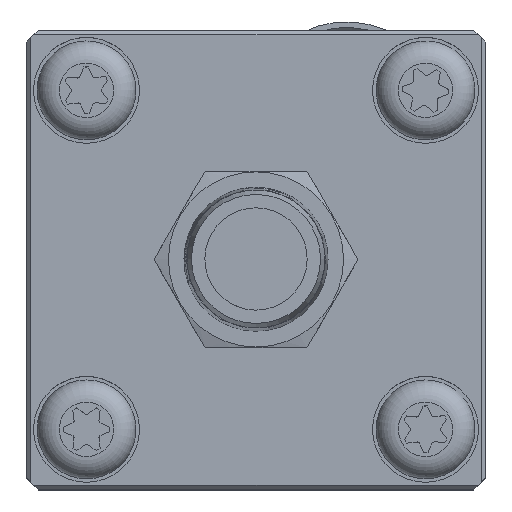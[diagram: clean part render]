
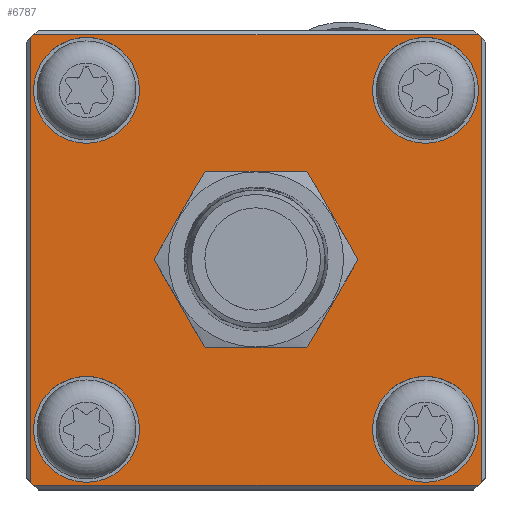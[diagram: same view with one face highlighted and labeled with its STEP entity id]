
A CAD part, top view. The second image highlights one B-rep face of the part: STEP entity #6787.
In plain terms, the highlighted planar face has unit normal (0, 0, 1).
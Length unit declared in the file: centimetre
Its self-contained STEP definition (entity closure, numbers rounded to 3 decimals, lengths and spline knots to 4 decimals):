
#449=LINE('',#18313,#919);
#452=LINE('',#18319,#922);
#453=LINE('',#18321,#923);
#454=LINE('',#18323,#924);
#455=LINE('',#18326,#925);
#456=LINE('',#18328,#926);
#457=LINE('',#18330,#927);
#458=LINE('',#18332,#928);
#459=LINE('',#18334,#929);
#460=LINE('',#18335,#930);
#919=VECTOR('',#8915,3.9946);
#922=VECTOR('',#8924,3.9946);
#923=VECTOR('',#8927,3.9946);
#924=VECTOR('',#8930,3.9946);
#925=VECTOR('',#8931,0.8249);
#926=VECTOR('',#8932,0.8249);
#927=VECTOR('',#8933,0.8249);
#928=VECTOR('',#8934,0.8249);
#929=VECTOR('',#8935,0.8249);
#930=VECTOR('',#8936,0.8249);
#1374=PLANE('',#7407);
#1523=FACE_BOUND('',#2311,.T.);
#1524=FACE_BOUND('',#2312,.T.);
#1525=FACE_BOUND('',#2313,.T.);
#1526=FACE_BOUND('',#2314,.T.);
#1527=FACE_BOUND('',#2315,.T.);
#1839=FACE_OUTER_BOUND('',#2310,.T.);
#2310=EDGE_LOOP('',(#5618,#5619,#5620,#5621,#5622,#5623,#5624,#5625));
#2311=EDGE_LOOP('',(#5626,#5627,#5628,#5629,#5630,#5631));
#2312=EDGE_LOOP('',(#5632));
#2313=EDGE_LOOP('',(#5633));
#2314=EDGE_LOOP('',(#5634));
#2315=EDGE_LOOP('',(#5635));
#2594=CIRCLE('',#7319,2.8448);
#2595=CIRCLE('',#7331,2.8448);
#2602=CIRCLE('',#7347,2.8448);
#2603=CIRCLE('',#7356,2.8448);
#2604=CIRCLE('',#7382,0.4763);
#2606=CIRCLE('',#7386,0.4763);
#2609=CIRCLE('',#7391,0.4763);
#2611=CIRCLE('',#7395,0.4763);
#3085=VERTEX_POINT('',#18087);
#3086=VERTEX_POINT('',#18089);
#3096=VERTEX_POINT('',#18117);
#3097=VERTEX_POINT('',#18119);
#3124=VERTEX_POINT('',#18180);
#3125=VERTEX_POINT('',#18182);
#3133=VERTEX_POINT('',#18201);
#3134=VERTEX_POINT('',#18203);
#3151=VERTEX_POINT('',#18280);
#3153=VERTEX_POINT('',#18286);
#3156=VERTEX_POINT('',#18294);
#3158=VERTEX_POINT('',#18300);
#3161=VERTEX_POINT('',#18324);
#3162=VERTEX_POINT('',#18325);
#3163=VERTEX_POINT('',#18327);
#3164=VERTEX_POINT('',#18329);
#3165=VERTEX_POINT('',#18331);
#3166=VERTEX_POINT('',#18333);
#3901=EDGE_CURVE('',#3086,#3085,#2594,.T.);
#3916=EDGE_CURVE('',#3097,#3096,#2595,.T.);
#3948=EDGE_CURVE('',#3125,#3124,#2602,.T.);
#3958=EDGE_CURVE('',#3134,#3133,#2603,.T.);
#3995=EDGE_CURVE('',#3151,#3151,#2604,.T.);
#3997=EDGE_CURVE('',#3153,#3153,#2606,.T.);
#4000=EDGE_CURVE('',#3156,#3156,#2609,.T.);
#4002=EDGE_CURVE('',#3158,#3158,#2611,.T.);
#4007=EDGE_CURVE('',#3097,#3124,#449,.T.);
#4010=EDGE_CURVE('',#3134,#3085,#452,.T.);
#4011=EDGE_CURVE('',#3125,#3133,#453,.T.);
#4012=EDGE_CURVE('',#3086,#3096,#454,.T.);
#4013=EDGE_CURVE('',#3161,#3162,#455,.T.);
#4014=EDGE_CURVE('',#3162,#3163,#456,.T.);
#4015=EDGE_CURVE('',#3163,#3164,#457,.T.);
#4016=EDGE_CURVE('',#3164,#3165,#458,.T.);
#4017=EDGE_CURVE('',#3165,#3166,#459,.T.);
#4018=EDGE_CURVE('',#3166,#3161,#460,.T.);
#5618=ORIENTED_EDGE('',*,*,#4012,.F.);
#5619=ORIENTED_EDGE('',*,*,#3901,.T.);
#5620=ORIENTED_EDGE('',*,*,#4010,.F.);
#5621=ORIENTED_EDGE('',*,*,#3958,.T.);
#5622=ORIENTED_EDGE('',*,*,#4011,.F.);
#5623=ORIENTED_EDGE('',*,*,#3948,.T.);
#5624=ORIENTED_EDGE('',*,*,#4007,.F.);
#5625=ORIENTED_EDGE('',*,*,#3916,.T.);
#5626=ORIENTED_EDGE('',*,*,#4013,.T.);
#5627=ORIENTED_EDGE('',*,*,#4014,.T.);
#5628=ORIENTED_EDGE('',*,*,#4015,.T.);
#5629=ORIENTED_EDGE('',*,*,#4016,.T.);
#5630=ORIENTED_EDGE('',*,*,#4017,.T.);
#5631=ORIENTED_EDGE('',*,*,#4018,.T.);
#5632=ORIENTED_EDGE('',*,*,#3995,.T.);
#5633=ORIENTED_EDGE('',*,*,#3997,.T.);
#5634=ORIENTED_EDGE('',*,*,#4000,.T.);
#5635=ORIENTED_EDGE('',*,*,#4002,.T.);
#6787=ADVANCED_FACE('',(#1839,#1523,#1524,#1525,#1526,#1527),#1374,.F.);
#7319=AXIS2_PLACEMENT_3D('',#18090,#8682,#8683);
#7331=AXIS2_PLACEMENT_3D('',#18120,#8713,#8714);
#7347=AXIS2_PLACEMENT_3D('',#18183,#8764,#8765);
#7356=AXIS2_PLACEMENT_3D('',#18204,#8785,#8786);
#7382=AXIS2_PLACEMENT_3D('',#18281,#8871,#8872);
#7386=AXIS2_PLACEMENT_3D('',#18287,#8879,#8880);
#7391=AXIS2_PLACEMENT_3D('',#18295,#8889,#8890);
#7395=AXIS2_PLACEMENT_3D('',#18301,#8897,#8898);
#7407=AXIS2_PLACEMENT_3D('',#18322,#8928,#8929);
#8682=DIRECTION('center_axis',(0.,0.,1.));
#8683=DIRECTION('ref_axis',(0.688,0.725,0.));
#8713=DIRECTION('center_axis',(0.,0.,1.));
#8714=DIRECTION('ref_axis',(0.725,-0.688,0.));
#8764=DIRECTION('center_axis',(0.,0.,1.));
#8765=DIRECTION('ref_axis',(-0.688,-0.725,0.));
#8785=DIRECTION('center_axis',(0.,0.,1.));
#8786=DIRECTION('ref_axis',(-0.725,0.688,0.));
#8871=DIRECTION('center_axis',(0.,0.,-1.));
#8872=DIRECTION('ref_axis',(1.,0.,0.));
#8879=DIRECTION('center_axis',(0.,0.,-1.));
#8880=DIRECTION('ref_axis',(1.,0.,0.));
#8889=DIRECTION('center_axis',(0.,0.,-1.));
#8890=DIRECTION('ref_axis',(1.,0.,0.));
#8897=DIRECTION('center_axis',(0.,0.,-1.));
#8898=DIRECTION('ref_axis',(1.,0.,0.));
#8915=DIRECTION('',(1.,0.,0.));
#8924=DIRECTION('',(-1.,0.,0.));
#8927=DIRECTION('',(0.,-1.,0.));
#8928=DIRECTION('center_axis',(0.,0.,-1.));
#8929=DIRECTION('ref_axis',(-1.,0.,0.));
#8930=DIRECTION('',(0.,1.,0.));
#8931=DIRECTION('',(1.,0.,0.));
#8932=DIRECTION('',(0.5,-0.866,0.));
#8933=DIRECTION('',(-0.5,-0.866,0.));
#8934=DIRECTION('',(-1.,0.,0.));
#8935=DIRECTION('',(-0.5,0.866,0.));
#8936=DIRECTION('',(0.5,0.866,0.));
#18087=CARTESIAN_POINT('',(0.0664,0.038,3.3465));
#18089=CARTESIAN_POINT('',(0.038,0.0664,3.3465));
#18090=CARTESIAN_POINT('Origin',(2.0637,2.0638,3.3465));
#18117=CARTESIAN_POINT('',(0.038,4.0611,3.3465));
#18119=CARTESIAN_POINT('',(0.0664,4.0895,3.3465));
#18120=CARTESIAN_POINT('Origin',(2.0637,2.0638,3.3465));
#18180=CARTESIAN_POINT('',(4.0611,4.0895,3.3465));
#18182=CARTESIAN_POINT('',(4.0895,4.0611,3.3465));
#18183=CARTESIAN_POINT('Origin',(2.0637,2.0638,3.3465));
#18201=CARTESIAN_POINT('',(4.0895,0.0664,3.3465));
#18203=CARTESIAN_POINT('',(4.0611,0.038,3.3465));
#18204=CARTESIAN_POINT('Origin',(2.0637,2.0638,3.3465));
#18280=CARTESIAN_POINT('',(1.016,3.5878,3.3465));
#18281=CARTESIAN_POINT('Origin',(0.5397,3.5878,3.3465));
#18286=CARTESIAN_POINT('',(1.016,0.5398,3.3465));
#18287=CARTESIAN_POINT('Origin',(0.5397,0.5398,3.3465));
#18294=CARTESIAN_POINT('',(4.064,0.5398,3.3465));
#18295=CARTESIAN_POINT('Origin',(3.5877,0.5398,3.3465));
#18300=CARTESIAN_POINT('',(4.064,3.5878,3.3465));
#18301=CARTESIAN_POINT('Origin',(3.5877,3.5878,3.3465));
#18313=CARTESIAN_POINT('',(3.0956,4.0895,3.3465));
#18319=CARTESIAN_POINT('',(1.0319,0.038,3.3465));
#18321=CARTESIAN_POINT('',(4.0895,1.0319,3.3465));
#18322=CARTESIAN_POINT('Origin',(2.0637,2.0638,3.3465));
#18323=CARTESIAN_POINT('',(0.038,3.0956,3.3465));
#18324=CARTESIAN_POINT('',(1.6513,2.7781,3.3465));
#18325=CARTESIAN_POINT('',(2.4762,2.7781,3.3465));
#18326=CARTESIAN_POINT('',(1.5637,2.7781,3.3465));
#18327=CARTESIAN_POINT('',(2.8886,2.0637,3.3465));
#18328=CARTESIAN_POINT('',(2.4324,2.854,3.3465));
#18329=CARTESIAN_POINT('',(2.4762,1.3494,3.3465));
#18330=CARTESIAN_POINT('',(2.9324,2.1396,3.3465));
#18331=CARTESIAN_POINT('',(1.6513,1.3494,3.3465));
#18332=CARTESIAN_POINT('',(2.5637,1.3494,3.3465));
#18333=CARTESIAN_POINT('',(1.2389,2.0637,3.3465));
#18334=CARTESIAN_POINT('',(1.6951,1.2735,3.3465));
#18335=CARTESIAN_POINT('',(1.1951,1.9879,3.3465));
